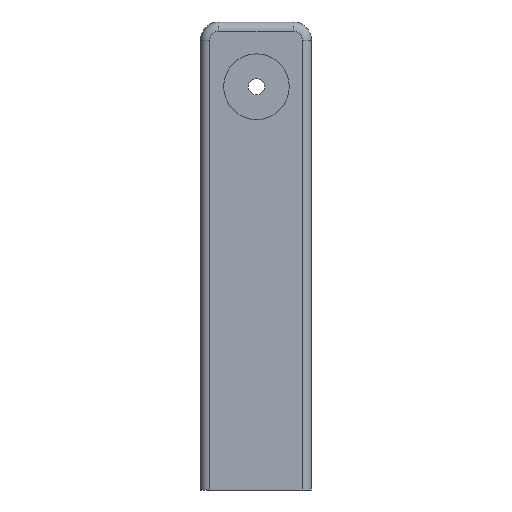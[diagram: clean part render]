
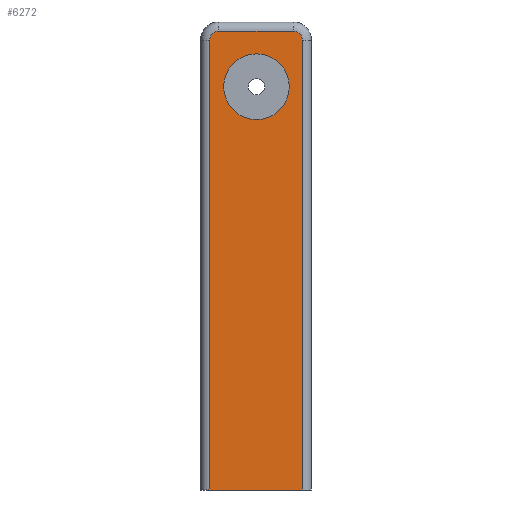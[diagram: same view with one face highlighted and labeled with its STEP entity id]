
A CAD part, left-side view. The second image highlights one B-rep face of the part: STEP entity #6272.
In plain terms, the highlighted planar face has unit normal (-1, 0, 0).
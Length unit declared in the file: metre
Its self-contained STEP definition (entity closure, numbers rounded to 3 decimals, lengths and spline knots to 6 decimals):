
#157=CIRCLE('',#6635,0.002453);
#158=CIRCLE('',#6636,0.002453);
#159=CIRCLE('',#6637,0.00889);
#373=ORIENTED_EDGE('',*,*,#2255,.T.);
#374=ORIENTED_EDGE('',*,*,#2256,.T.);
#375=ORIENTED_EDGE('',*,*,#2257,.T.);
#376=ORIENTED_EDGE('',*,*,#2258,.T.);
#377=ORIENTED_EDGE('',*,*,#2259,.T.);
#378=ORIENTED_EDGE('',*,*,#2260,.T.);
#379=ORIENTED_EDGE('',*,*,#2261,.T.);
#2255=EDGE_CURVE('',#3196,#3197,#3815,.T.);
#2256=EDGE_CURVE('',#3197,#3198,#3816,.F.);
#2257=EDGE_CURVE('',#3198,#3199,#157,.F.);
#2258=EDGE_CURVE('',#3199,#3200,#3817,.T.);
#2259=EDGE_CURVE('',#3200,#3201,#158,.F.);
#2260=EDGE_CURVE('',#3201,#3196,#3818,.T.);
#2261=EDGE_CURVE('',#3202,#3202,#159,.T.);
#3196=VERTEX_POINT('',#9257);
#3197=VERTEX_POINT('',#9258);
#3198=VERTEX_POINT('',#9260);
#3199=VERTEX_POINT('',#9262);
#3200=VERTEX_POINT('',#9264);
#3201=VERTEX_POINT('',#9266);
#3202=VERTEX_POINT('',#9269);
#3815=LINE('',#9256,#4604);
#3816=LINE('',#9259,#4605);
#3817=LINE('',#9263,#4606);
#3818=LINE('',#9267,#4607);
#4604=VECTOR('',#7314,1.);
#4605=VECTOR('',#7315,1.);
#4606=VECTOR('',#7318,1.);
#4607=VECTOR('',#7321,1.);
#5221=EDGE_LOOP('',(#373,#374,#375,#376,#377,#378));
#5222=EDGE_LOOP('',(#379));
#5590=FACE_BOUND('',#5221,.T.);
#5591=FACE_BOUND('',#5222,.T.);
#5950=PLANE('',#6634);
#6272=ADVANCED_FACE('',(#5590,#5591),#5950,.F.);
#6634=AXIS2_PLACEMENT_3D('',#9255,#7312,#7313);
#6635=AXIS2_PLACEMENT_3D('',#9261,#7316,#7317);
#6636=AXIS2_PLACEMENT_3D('',#9265,#7319,#7320);
#6637=AXIS2_PLACEMENT_3D('',#9268,#7322,#7323);
#7312=DIRECTION('',(1.,0.,0.));
#7313=DIRECTION('',(0.,1.,0.));
#7314=DIRECTION('',(0.,-1.,0.));
#7315=DIRECTION('',(0.,0.,-1.));
#7316=DIRECTION('',(1.,0.,0.));
#7317=DIRECTION('',(0.,0.,-1.));
#7318=DIRECTION('',(0.,1.,0.));
#7319=DIRECTION('',(1.,0.,0.));
#7320=DIRECTION('',(0.,0.,-1.));
#7321=DIRECTION('',(0.,0.,-1.));
#7322=DIRECTION('',(1.,0.,0.));
#7323=DIRECTION('',(0.,0.,-1.));
#9255=CARTESIAN_POINT('',(0.14732,0.07239,0.0635));
#9256=CARTESIAN_POINT('',(0.14732,0.07239,0.000254));
#9257=CARTESIAN_POINT('',(0.14732,0.084923,0.000254));
#9258=CARTESIAN_POINT('',(0.14732,0.059857,0.000254));
#9259=CARTESIAN_POINT('',(0.14732,0.059857,0.0635));
#9260=CARTESIAN_POINT('',(0.14732,0.059857,0.122094));
#9261=CARTESIAN_POINT('',(0.14732,0.06231,0.122094));
#9262=CARTESIAN_POINT('',(0.14732,0.06231,0.124547));
#9263=CARTESIAN_POINT('',(0.14732,0.08247,0.124547));
#9264=CARTESIAN_POINT('',(0.14732,0.08247,0.124547));
#9265=CARTESIAN_POINT('',(0.14732,0.08247,0.122094));
#9266=CARTESIAN_POINT('',(0.14732,0.084923,0.122094));
#9267=CARTESIAN_POINT('',(0.14732,0.084923,0.000254));
#9268=CARTESIAN_POINT('',(0.14732,0.072263,0.109474));
#9269=CARTESIAN_POINT('',(0.14732,0.072263,0.100584));
